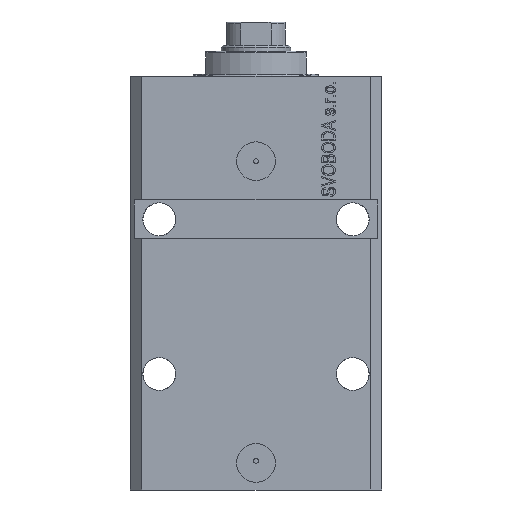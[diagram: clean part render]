
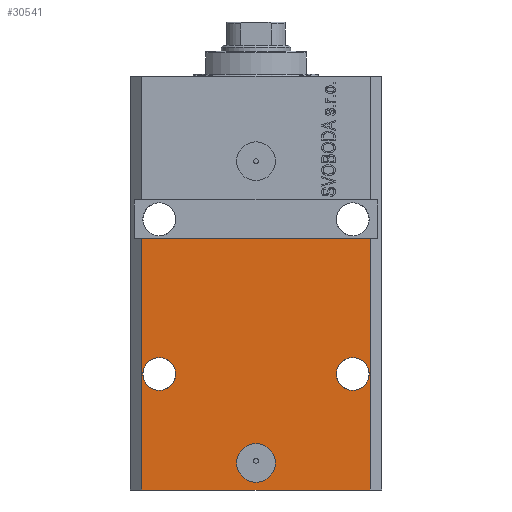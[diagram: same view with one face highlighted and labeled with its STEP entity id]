
A CAD part, front view. The second image highlights one B-rep face of the part: STEP entity #30541.
In plain terms, the highlighted planar face has unit normal (0, -1, 0).
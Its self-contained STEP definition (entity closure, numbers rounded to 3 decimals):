
#447 = VERTEX_POINT ( 'NONE', #25118 ) ;
#635 = VERTEX_POINT ( 'NONE', #32684 ) ;
#897 = DIRECTION ( 'NONE',  ( 0., 0., 1. ) ) ;
#1368 = AXIS2_PLACEMENT_3D ( 'NONE', #44487, #23581, #34591 ) ;
#1447 = VERTEX_POINT ( 'NONE', #27444 ) ;
#2217 = CIRCLE ( 'NONE', #8829, 5. ) ;
#2984 = ORIENTED_EDGE ( 'NONE', *, *, #36867, .F. ) ;
#3352 = ORIENTED_EDGE ( 'NONE', *, *, #33675, .F. ) ;
#4124 = LINE ( 'NONE', #35622, #19893 ) ;
#4161 = AXIS2_PLACEMENT_3D ( 'NONE', #7456, #21276, #6998 ) ;
#4281 = EDGE_CURVE ( 'NONE', #31755, #635, #26026, .T. ) ;
#4354 = DIRECTION ( 'NONE',  ( 1., 0., 0. ) ) ;
#5249 = VERTEX_POINT ( 'NONE', #8650 ) ;
#5610 = EDGE_LOOP ( 'NONE', ( #2984, #42905, #17508, #41006 ) ) ;
#6042 = CARTESIAN_POINT ( 'NONE',  ( 25., -22.5, -77. ) ) ;
#6998 = DIRECTION ( 'NONE',  ( 1., 0., 0. ) ) ;
#7456 = CARTESIAN_POINT ( 'NONE',  ( 25., -22.5, -77. ) ) ;
#8650 = CARTESIAN_POINT ( 'NONE',  ( -29.5, -22.5, -42. ) ) ;
#8829 = AXIS2_PLACEMENT_3D ( 'NONE', #9888, #26938, #20031 ) ;
#9763 = FACE_BOUND ( 'NONE', #28290, .T. ) ;
#9888 = CARTESIAN_POINT ( 'NONE',  ( 0., -22.5, -100. ) ) ;
#10322 = CARTESIAN_POINT ( 'NONE',  ( -5., -22.5, -100. ) ) ;
#10747 = DIRECTION ( 'NONE',  ( 0., -1., 0. ) ) ;
#12219 = LINE ( 'NONE', #21275, #41954 ) ;
#12517 = DIRECTION ( 'NONE',  ( 1., 0., 0. ) ) ;
#13151 = DIRECTION ( 'NONE',  ( 0., -1., 0. ) ) ;
#14643 = CIRCLE ( 'NONE', #38130, 5. ) ;
#16003 = EDGE_CURVE ( 'NONE', #44648, #44088, #14643, .T. ) ;
#16142 = CIRCLE ( 'NONE', #17627, 4.25 ) ;
#16236 = VERTEX_POINT ( 'NONE', #18695 ) ;
#16497 = ORIENTED_EDGE ( 'NONE', *, *, #21097, .F. ) ;
#16694 = CARTESIAN_POINT ( 'NONE',  ( 5., -22.5, -100. ) ) ;
#17349 = PLANE ( 'NONE',  #1368 ) ;
#17508 = ORIENTED_EDGE ( 'NONE', *, *, #41857, .T. ) ;
#17627 = AXIS2_PLACEMENT_3D ( 'NONE', #45244, #10747, #34888 ) ;
#17674 = ORIENTED_EDGE ( 'NONE', *, *, #38411, .F. ) ;
#17757 = CARTESIAN_POINT ( 'NONE',  ( -29.25, -22.5, -77. ) ) ;
#17830 = DIRECTION ( 'NONE',  ( 1., 0., 0. ) ) ;
#18586 = VERTEX_POINT ( 'NONE', #43313 ) ;
#18695 = CARTESIAN_POINT ( 'NONE',  ( 29.5, -22.5, -107. ) ) ;
#19893 = VECTOR ( 'NONE', #4354, 1000. ) ;
#20031 = DIRECTION ( 'NONE',  ( 1., 0., 0. ) ) ;
#20357 = FACE_OUTER_BOUND ( 'NONE', #5610, .T. ) ;
#21097 = EDGE_CURVE ( 'NONE', #1447, #18586, #40859, .T. ) ;
#21275 = CARTESIAN_POINT ( 'NONE',  ( -29.5, -22.5, -107. ) ) ;
#21276 = DIRECTION ( 'NONE',  ( 0., -1., 0. ) ) ;
#21920 = CARTESIAN_POINT ( 'NONE',  ( 29.5, -22.5, -107. ) ) ;
#22375 = AXIS2_PLACEMENT_3D ( 'NONE', #34296, #13151, #27189 ) ;
#22452 = EDGE_CURVE ( 'NONE', #16236, #43235, #39159, .T. ) ;
#23581 = DIRECTION ( 'NONE',  ( 0., -1., 0. ) ) ;
#23990 = DIRECTION ( 'NONE',  ( 1., 0., 0. ) ) ;
#24402 = ORIENTED_EDGE ( 'NONE', *, *, #36566, .F. ) ;
#24434 = DIRECTION ( 'NONE',  ( 0., -1., 0. ) ) ;
#25063 = LINE ( 'NONE', #39759, #27257 ) ;
#25118 = CARTESIAN_POINT ( 'NONE',  ( -29.5, -22.5, -107. ) ) ;
#25600 = ORIENTED_EDGE ( 'NONE', *, *, #16003, .F. ) ;
#26026 = CIRCLE ( 'NONE', #22375, 4.25 ) ;
#26152 = EDGE_LOOP ( 'NONE', ( #25600, #17674 ) ) ;
#26938 = DIRECTION ( 'NONE',  ( 0., -1., 0. ) ) ;
#27039 = EDGE_LOOP ( 'NONE', ( #3352, #41271 ) ) ;
#27189 = DIRECTION ( 'NONE',  ( -1., 0., 0. ) ) ;
#27257 = VECTOR ( 'NONE', #897, 1000. ) ;
#27444 = CARTESIAN_POINT ( 'NONE',  ( 20.75, -22.5, -77. ) ) ;
#27998 = AXIS2_PLACEMENT_3D ( 'NONE', #6042, #24434, #23990 ) ;
#28290 = EDGE_LOOP ( 'NONE', ( #24402, #16497 ) ) ;
#29704 = DIRECTION ( 'NONE',  ( 0., 0., 1. ) ) ;
#30541 = ADVANCED_FACE ( 'NONE', ( #41709, #9763, #38051, #20357 ), #17349, .T. ) ;
#31755 = VERTEX_POINT ( 'NONE', #17757 ) ;
#32684 = CARTESIAN_POINT ( 'NONE',  ( -20.75, -22.5, -77. ) ) ;
#33675 = EDGE_CURVE ( 'NONE', #635, #31755, #16142, .T. ) ;
#34296 = CARTESIAN_POINT ( 'NONE',  ( -25., -22.5, -77. ) ) ;
#34591 = DIRECTION ( 'NONE',  ( 1., 0., 0. ) ) ;
#34888 = DIRECTION ( 'NONE',  ( -1., 0., 0. ) ) ;
#35622 = CARTESIAN_POINT ( 'NONE',  ( -32.5, -22.5, -42. ) ) ;
#36566 = EDGE_CURVE ( 'NONE', #18586, #1447, #38265, .T. ) ;
#36867 = EDGE_CURVE ( 'NONE', #5249, #43235, #4124, .T. ) ;
#37577 = CARTESIAN_POINT ( 'NONE',  ( 0., -22.5, -100. ) ) ;
#38051 = FACE_BOUND ( 'NONE', #27039, .T. ) ;
#38130 = AXIS2_PLACEMENT_3D ( 'NONE', #37577, #40336, #12517 ) ;
#38265 = CIRCLE ( 'NONE', #27998, 4.25 ) ;
#38411 = EDGE_CURVE ( 'NONE', #44088, #44648, #2217, .T. ) ;
#38603 = CARTESIAN_POINT ( 'NONE',  ( 29.5, -22.5, -42. ) ) ;
#39159 = LINE ( 'NONE', #21920, #42259 ) ;
#39759 = CARTESIAN_POINT ( 'NONE',  ( -29.5, -22.5, -107. ) ) ;
#40336 = DIRECTION ( 'NONE',  ( 0., -1., 0. ) ) ;
#40403 = EDGE_CURVE ( 'NONE', #447, #5249, #25063, .T. ) ;
#40859 = CIRCLE ( 'NONE', #4161, 4.25 ) ;
#41006 = ORIENTED_EDGE ( 'NONE', *, *, #22452, .T. ) ;
#41271 = ORIENTED_EDGE ( 'NONE', *, *, #4281, .F. ) ;
#41709 = FACE_BOUND ( 'NONE', #26152, .T. ) ;
#41857 = EDGE_CURVE ( 'NONE', #447, #16236, #12219, .T. ) ;
#41954 = VECTOR ( 'NONE', #17830, 1000. ) ;
#42259 = VECTOR ( 'NONE', #29704, 1000. ) ;
#42905 = ORIENTED_EDGE ( 'NONE', *, *, #40403, .F. ) ;
#43235 = VERTEX_POINT ( 'NONE', #38603 ) ;
#43313 = CARTESIAN_POINT ( 'NONE',  ( 29.25, -22.5, -77. ) ) ;
#44088 = VERTEX_POINT ( 'NONE', #10322 ) ;
#44487 = CARTESIAN_POINT ( 'NONE',  ( -29.5, -22.5, -107. ) ) ;
#44648 = VERTEX_POINT ( 'NONE', #16694 ) ;
#45244 = CARTESIAN_POINT ( 'NONE',  ( -25., -22.5, -77. ) ) ;
